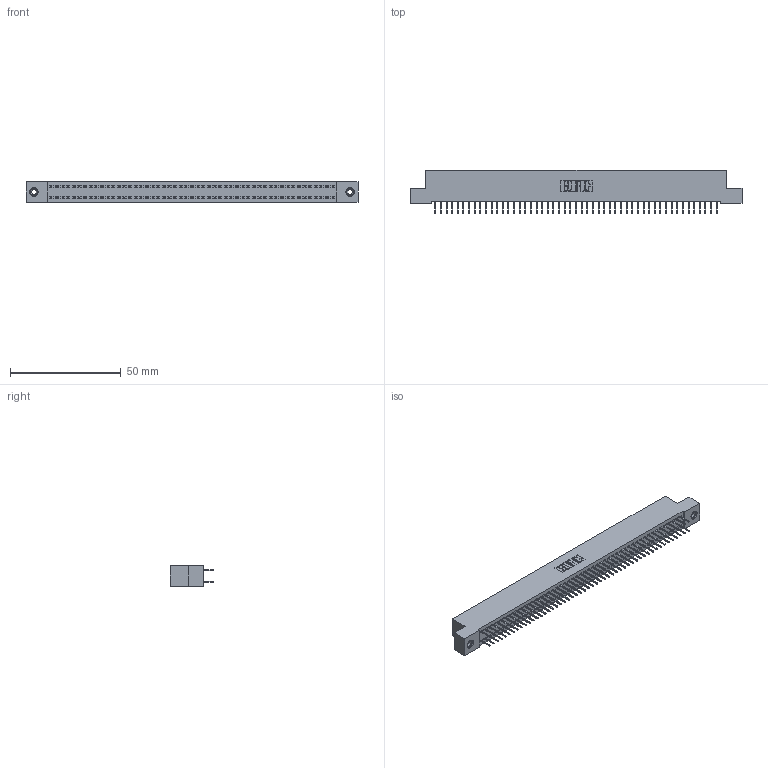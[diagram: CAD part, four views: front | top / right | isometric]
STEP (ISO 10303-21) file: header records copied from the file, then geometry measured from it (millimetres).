
FILE_DESCRIPTION (( 'STEP AP203' ), '1' );
FILE_NAME ('392-102-524-208.STEP', '2019-10-09T21:21:44', ( '' ), ( '' ), 'SwSTEP 2.0', 'SolidWorks 2016', '' );
FILE_SCHEMA (( 'CONFIG_CONTROL_DESIGN' ));
Length unit declared in the file: inch
Products named in the file (4): 342 Part_TI; 345-292-001_345-293-124; 345-250-001_345-250-003-102; 392-102-524-208
Assembly tree (105 placements, depth 2):
  392-102-524-208
    342 Part_TI
    345-292-001_345-293-124  x102
    345-250-001_345-250-003-102  x2
Bounding box: 149.86 x 19.69 x 9.4 mm (x, y, z)
Volume: 13347.5 mm3; surface area: 21556.8 mm2
Topology: 105 solids, 105 shells, 5882 faces, 16653 edges, 10686 vertices
Faces by surface type: plane 4382, cylinder 1484, cone 12, torus 4
Entity records: 32774 total; most frequent: CARTESIAN_POINT 5401, ORIENTED_EDGE 5330, DIRECTION 4631, EDGE_CURVE 2665, LINE 2521, VECTOR 2521, VERTEX_POINT 1768, AXIS2_PLACEMENT_3D 1055
